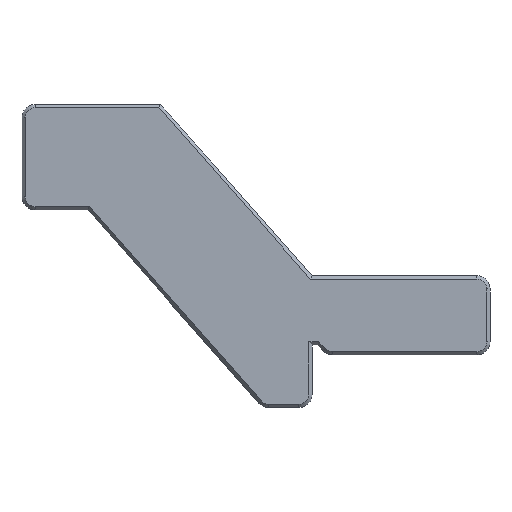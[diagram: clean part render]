
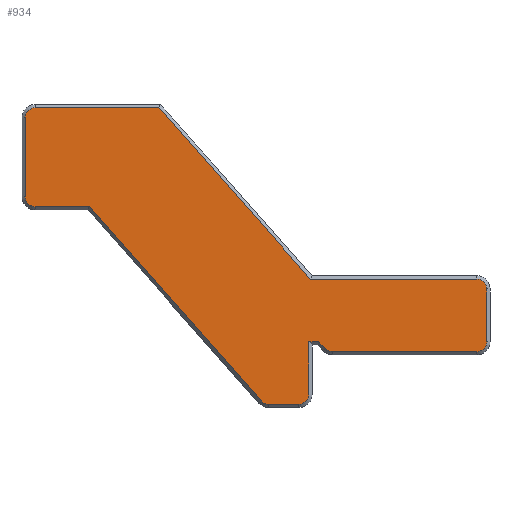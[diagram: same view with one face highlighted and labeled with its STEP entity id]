
A CAD part, left-side view. The second image highlights one B-rep face of the part: STEP entity #934.
In plain terms, the highlighted planar face has unit normal (-1, 0, 0).
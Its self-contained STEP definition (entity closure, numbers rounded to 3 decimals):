
#23=CIRCLE('',#982,1.5);
#25=CIRCLE('',#987,1.5);
#27=CIRCLE('',#992,1.5);
#29=CIRCLE('',#997,1.5);
#31=CIRCLE('',#1000,1.5);
#33=CIRCLE('',#1005,1.5);
#35=CIRCLE('',#1010,1.5);
#93=FACE_OUTER_BOUND('',#152,.T.);
#152=EDGE_LOOP('',(#717,#718,#719,#720,#721,#722,#723,#724,#725,#726,#727,
#728,#729,#730,#731,#732,#733,#734,#735));
#184=LINE('',#1354,#289);
#188=LINE('',#1363,#293);
#194=LINE('',#1379,#299);
#196=LINE('',#1384,#301);
#199=LINE('',#1394,#304);
#202=LINE('',#1400,#307);
#206=LINE('',#1411,#311);
#208=LINE('',#1415,#313);
#214=LINE('',#1433,#319);
#217=LINE('',#1439,#322);
#219=LINE('',#1448,#324);
#224=LINE('',#1457,#329);
#289=VECTOR('',#1071,10.);
#293=VECTOR('',#1077,10.);
#299=VECTOR('',#1091,10.);
#301=VECTOR('',#1095,10.);
#304=VECTOR('',#1106,10.);
#307=VECTOR('',#1111,10.);
#311=VECTOR('',#1123,10.);
#313=VECTOR('',#1127,10.);
#319=VECTOR('',#1147,10.);
#322=VECTOR('',#1152,10.);
#324=VECTOR('',#1162,10.);
#329=VECTOR('',#1169,10.);
#394=VERTEX_POINT('',#1351);
#395=VERTEX_POINT('',#1353);
#398=VERTEX_POINT('',#1360);
#399=VERTEX_POINT('',#1362);
#400=VERTEX_POINT('',#1366);
#403=VERTEX_POINT('',#1371);
#405=VERTEX_POINT('',#1377);
#407=VERTEX_POINT('',#1383);
#409=VERTEX_POINT('',#1389);
#410=VERTEX_POINT('',#1393);
#412=VERTEX_POINT('',#1399);
#414=VERTEX_POINT('',#1405);
#416=VERTEX_POINT('',#1414);
#418=VERTEX_POINT('',#1420);
#421=VERTEX_POINT('',#1428);
#423=VERTEX_POINT('',#1437);
#425=VERTEX_POINT('',#1443);
#426=VERTEX_POINT('',#1447);
#429=VERTEX_POINT('',#1455);
#470=EDGE_CURVE('',#394,#395,#184,.T.);
#474=EDGE_CURVE('',#398,#399,#188,.T.);
#479=EDGE_CURVE('',#403,#400,#23,.T.);
#482=EDGE_CURVE('',#405,#403,#194,.T.);
#484=EDGE_CURVE('',#400,#407,#196,.T.);
#488=EDGE_CURVE('',#409,#405,#25,.T.);
#489=EDGE_CURVE('',#407,#410,#199,.T.);
#492=EDGE_CURVE('',#412,#409,#202,.T.);
#497=EDGE_CURVE('',#410,#414,#27,.T.);
#498=EDGE_CURVE('',#399,#412,#206,.T.);
#500=EDGE_CURVE('',#414,#416,#208,.T.);
#505=EDGE_CURVE('',#416,#418,#29,.T.);
#508=EDGE_CURVE('',#421,#398,#31,.T.);
#510=EDGE_CURVE('',#418,#394,#214,.T.);
#513=EDGE_CURVE('',#423,#421,#217,.T.);
#516=EDGE_CURVE('',#425,#423,#33,.T.);
#517=EDGE_CURVE('',#395,#426,#219,.T.);
#522=EDGE_CURVE('',#429,#425,#224,.T.);
#524=EDGE_CURVE('',#426,#429,#35,.T.);
#717=ORIENTED_EDGE('',*,*,#479,.F.);
#718=ORIENTED_EDGE('',*,*,#482,.F.);
#719=ORIENTED_EDGE('',*,*,#488,.F.);
#720=ORIENTED_EDGE('',*,*,#492,.F.);
#721=ORIENTED_EDGE('',*,*,#498,.F.);
#722=ORIENTED_EDGE('',*,*,#474,.F.);
#723=ORIENTED_EDGE('',*,*,#508,.F.);
#724=ORIENTED_EDGE('',*,*,#513,.F.);
#725=ORIENTED_EDGE('',*,*,#516,.F.);
#726=ORIENTED_EDGE('',*,*,#522,.F.);
#727=ORIENTED_EDGE('',*,*,#524,.F.);
#728=ORIENTED_EDGE('',*,*,#517,.F.);
#729=ORIENTED_EDGE('',*,*,#470,.F.);
#730=ORIENTED_EDGE('',*,*,#510,.F.);
#731=ORIENTED_EDGE('',*,*,#505,.F.);
#732=ORIENTED_EDGE('',*,*,#500,.F.);
#733=ORIENTED_EDGE('',*,*,#497,.F.);
#734=ORIENTED_EDGE('',*,*,#489,.F.);
#735=ORIENTED_EDGE('',*,*,#484,.F.);
#885=PLANE('',#1025);
#934=ADVANCED_FACE('',(#93),#885,.F.);
#982=AXIS2_PLACEMENT_3D('',#1373,#1085,#1086);
#987=AXIS2_PLACEMENT_3D('',#1391,#1102,#1103);
#992=AXIS2_PLACEMENT_3D('',#1409,#1119,#1120);
#997=AXIS2_PLACEMENT_3D('',#1424,#1135,#1136);
#1000=AXIS2_PLACEMENT_3D('',#1430,#1142,#1143);
#1005=AXIS2_PLACEMENT_3D('',#1445,#1158,#1159);
#1010=AXIS2_PLACEMENT_3D('',#1460,#1174,#1175);
#1025=AXIS2_PLACEMENT_3D('',#1503,#1221,#1222);
#1071=DIRECTION('',(0.,-0.663,-0.749));
#1077=DIRECTION('',(0.,0.707,0.707));
#1085=DIRECTION('center_axis',(1.,0.,0.));
#1086=DIRECTION('ref_axis',(0.,0.411,-0.912));
#1091=DIRECTION('',(0.,1.,0.));
#1095=DIRECTION('',(0.,0.663,0.749));
#1102=DIRECTION('center_axis',(1.,0.,0.));
#1103=DIRECTION('ref_axis',(0.,-0.707,-0.707));
#1106=DIRECTION('',(0.,1.,0.));
#1111=DIRECTION('',(0.,0.,-1.));
#1119=DIRECTION('center_axis',(1.,0.,0.));
#1120=DIRECTION('ref_axis',(0.,0.707,-0.707));
#1123=DIRECTION('',(0.,1.,0.));
#1127=DIRECTION('',(0.,0.,1.));
#1135=DIRECTION('center_axis',(1.,0.,0.));
#1136=DIRECTION('ref_axis',(0.,0.707,0.707));
#1142=DIRECTION('center_axis',(1.,0.,0.));
#1143=DIRECTION('ref_axis',(0.,0.383,-0.924));
#1147=DIRECTION('',(0.,-1.,0.));
#1152=DIRECTION('',(0.,1.,0.));
#1158=DIRECTION('center_axis',(1.,0.,0.));
#1159=DIRECTION('ref_axis',(0.,-0.707,-0.707));
#1162=DIRECTION('',(0.,-1.,0.));
#1169=DIRECTION('',(0.,0.,-1.));
#1174=DIRECTION('center_axis',(1.,0.,0.));
#1175=DIRECTION('ref_axis',(0.,-0.707,0.707));
#1221=DIRECTION('center_axis',(1.,0.,0.));
#1222=DIRECTION('ref_axis',(0.,1.,0.));
#1351=CARTESIAN_POINT('',(0.,50.225,37.5));
#1353=CARTESIAN_POINT('',(0.,27.225,11.5));
#1354=CARTESIAN_POINT('',(0.,41.485,27.619));
#1360=CARTESIAN_POINT('',(0.,24.932,0.939));
#1362=CARTESIAN_POINT('',(0.,25.993,2.));
#1363=CARTESIAN_POINT('',(0.,31.171,7.179));
#1366=CARTESIAN_POINT('',(0.,34.684,-6.994));
#1371=CARTESIAN_POINT('',(0.,33.561,-7.5));
#1373=CARTESIAN_POINT('Origin',(0.,33.561,-6.));
#1377=CARTESIAN_POINT('',(0.,29.,-7.5));
#1379=CARTESIAN_POINT('',(0.,31.25,-7.5));
#1383=CARTESIAN_POINT('',(0.,60.775,22.5));
#1384=CARTESIAN_POINT('',(0.,40.022,-0.96));
#1389=CARTESIAN_POINT('',(0.,27.5,-6.));
#1391=CARTESIAN_POINT('Origin',(0.,29.,-6.));
#1393=CARTESIAN_POINT('',(0.,69.,22.5));
#1394=CARTESIAN_POINT('',(0.,48.25,22.5));
#1399=CARTESIAN_POINT('',(0.,27.5,2.));
#1400=CARTESIAN_POINT('',(0.,27.5,7.5));
#1405=CARTESIAN_POINT('',(0.,70.5,24.));
#1409=CARTESIAN_POINT('Origin',(0.,69.,24.));
#1411=CARTESIAN_POINT('',(0.,30.1,2.));
#1414=CARTESIAN_POINT('',(0.,70.5,36.));
#1415=CARTESIAN_POINT('',(0.,70.5,18.5));
#1420=CARTESIAN_POINT('',(0.,69.,37.5));
#1424=CARTESIAN_POINT('Origin',(0.,69.,36.));
#1428=CARTESIAN_POINT('',(0.,23.872,0.5));
#1430=CARTESIAN_POINT('Origin',(0.,23.872,2.));
#1433=CARTESIAN_POINT('',(0.,53.25,37.5));
#1437=CARTESIAN_POINT('',(0.,2.,0.5));
#1439=CARTESIAN_POINT('',(0.,17.75,0.5));
#1443=CARTESIAN_POINT('',(0.,0.5,2.));
#1445=CARTESIAN_POINT('Origin',(0.,2.,2.));
#1447=CARTESIAN_POINT('',(0.,2.,11.5));
#1448=CARTESIAN_POINT('',(0.,31.25,11.5));
#1455=CARTESIAN_POINT('',(0.,0.5,10.));
#1457=CARTESIAN_POINT('',(0.,0.5,13.5));
#1460=CARTESIAN_POINT('Origin',(0.,2.,10.));
#1503=CARTESIAN_POINT('Origin',(0.,35.5,15.));
